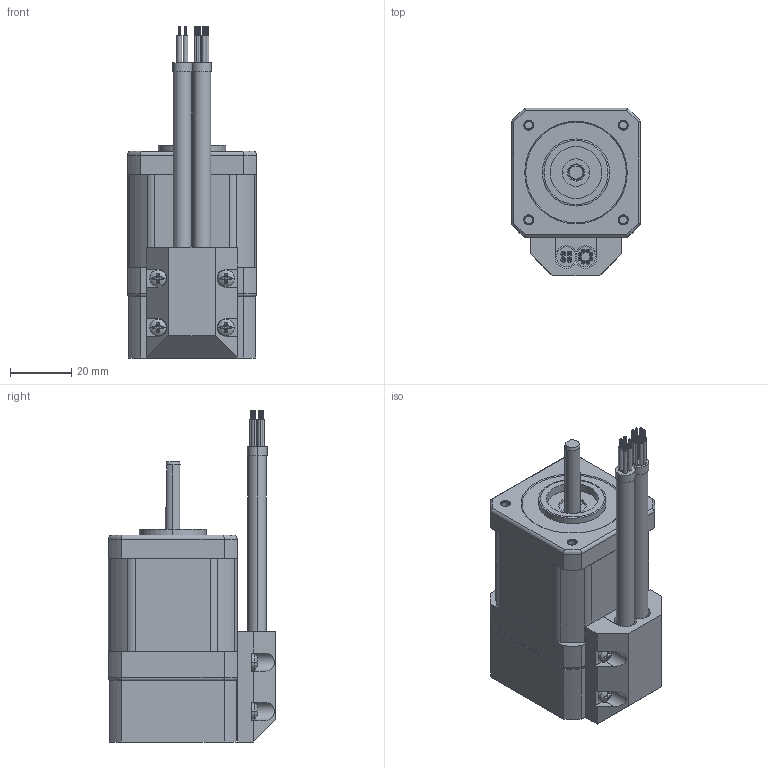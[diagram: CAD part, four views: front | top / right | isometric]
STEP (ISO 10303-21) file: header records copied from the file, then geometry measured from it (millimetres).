
FILE_DESCRIPTION((''),'2;1');
FILE_NAME('4611110043331_ASM','2023-02-09T09:44:24',('ms26442'),(''),'CREO PARAMETRIC BY PTC INC, 2018100','CREO PARAMETRIC BY PTC INC, 2018100','');
FILE_SCHEMA(('CONFIG_CONTROL_DESIGN'));
Products named in the file (36): 4613102100905; 3698153000599; 3698153000592; 4613104000829_ASM; 4613103012622_ASM; 4219121305418; 4613106100097_AF2; 4693220000376_AF1; 4613106100097_AF3; 4613110000001_AF0; 4613106100097_AF4; 4693220000376_AF2; 4613106100097_AF5; 4332101106068_AF0; 4613107114337_ASM; 4333201500016; 4331101000001; 4613108009632_ASM; 4219121305771; 4294440200012_AF2; 3698151100128; 4294404000189; 4613153000962_ASM; 3219720000565; 4716140201542; 4294404002105; 4394000100660; 4394000100589; 4294404002066; 4394000100590; 4394000100591; 4294404000480; 3698201200063; DIANJIXIANSHU; ENCODERXIANSHU; 4611110043331_ASM
Assembly tree (44 placements, depth 5):
  4611110043331_ASM
    4613153000962_ASM
      4613103012622_ASM
        4613104000829_ASM
          4613102100905
          3698153000599
          3698153000592
      4219121305418
      4613108009632_ASM
        4613107114337_ASM
          4613106100097_AF2
          4693220000376_AF1
          4613106100097_AF3
          4613110000001_AF0
          4613106100097_AF4
          4693220000376_AF2
          4613106100097_AF5
          4332101106068_AF0
        4333201500016  x2
        4331101000001  x2
      4219121305771
      4294440200012_AF2
      3698151100128
      4294404000189  x2
    3219720000565
    4716140201542
    4294404002105  x3
    4394000100660
    4394000100589
    4294404002066  x2
    4394000100590
    4394000100591
    4294404000480  x4
    3698201200063
    DIANJIXIANSHU
    ENCODERXIANSHU
Bounding box: 42.2 x 55 x 108.8 mm (x, y, z)
Volume: 79021.4 mm3; surface area: 89438.2 mm2
Topology: 38 solids, 66 shells, 3794 faces, 10263 edges, 6765 vertices
Faces by surface type: plane 1886, cylinder 1687, cone 85, torus 78, bspline 36, sphere 22
Entity records: 116150 total; most frequent: CARTESIAN_POINT 23206, DIRECTION 19927, ORIENTED_EDGE 19190, EDGE_CURVE 9631, AXIS2_PLACEMENT_3D 7128, VERTEX_POINT 6353, VECTOR 5671, LINE 5671
